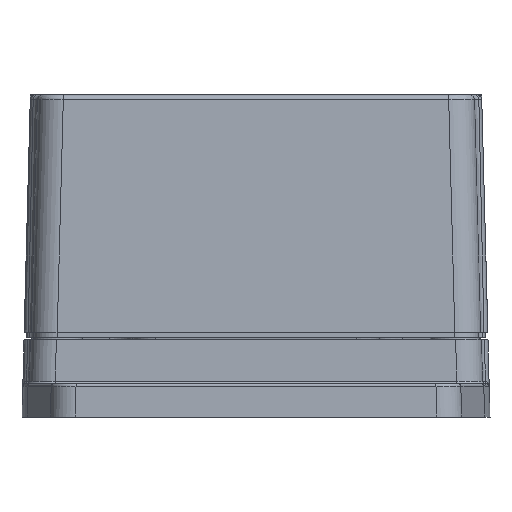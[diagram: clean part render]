
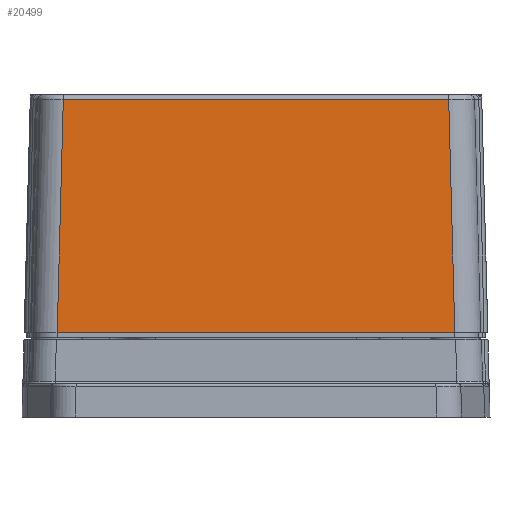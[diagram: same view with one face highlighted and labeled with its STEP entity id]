
A CAD part, front view. The second image highlights one B-rep face of the part: STEP entity #20499.
In plain terms, the highlighted face is planar.
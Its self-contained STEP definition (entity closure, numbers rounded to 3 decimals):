
#3351=FACE_OUTER_BOUND('',#4734,.T.);
#4734=EDGE_LOOP('',(#18249,#18250,#18251,#18252));
#6364=LINE('',#37470,#8000);
#6402=LINE('',#38192,#8038);
#6413=LINE('',#38309,#8049);
#6414=LINE('',#38311,#8050);
#8000=VECTOR('',#27442,74.767);
#8038=VECTOR('',#27580,77.125);
#8049=VECTOR('',#27617,45.057);
#8050=VECTOR('',#27620,45.057);
#9846=VERTEX_POINT('',#37462);
#9848=VERTEX_POINT('',#37468);
#9891=VERTEX_POINT('',#38188);
#9893=VERTEX_POINT('',#38191);
#12635=EDGE_CURVE('',#9848,#9846,#6364,.T.);
#12715=EDGE_CURVE('',#9893,#9891,#6402,.T.);
#12739=EDGE_CURVE('',#9893,#9848,#6413,.T.);
#12740=EDGE_CURVE('',#9846,#9891,#6414,.T.);
#18249=ORIENTED_EDGE('',*,*,#12635,.F.);
#18250=ORIENTED_EDGE('',*,*,#12739,.F.);
#18251=ORIENTED_EDGE('',*,*,#12715,.T.);
#18252=ORIENTED_EDGE('',*,*,#12740,.F.);
#19337=PLANE('',#22384);
#20499=ADVANCED_FACE('',(#3351),#19337,.T.);
#22384=AXIS2_PLACEMENT_3D('',#38310,#27618,#27619);
#27442=DIRECTION('',(0.,-1.,0.));
#27580=DIRECTION('',(0.,-1.,0.));
#27617=DIRECTION('',(-0.026,-0.026,-0.999));
#27618=DIRECTION('center_axis',(1.,0.,-0.026));
#27619=DIRECTION('ref_axis',(0.,-1.,0.));
#27620=DIRECTION('',(0.026,-0.026,0.999));
#37462=CARTESIAN_POINT('',(106.071,-70.257,-46.026));
#37468=CARTESIAN_POINT('',(106.071,4.51,-46.026));
#37470=CARTESIAN_POINT('',(106.071,-55.373,-46.026));
#38188=CARTESIAN_POINT('',(107.25,-71.436,-1.));
#38191=CARTESIAN_POINT('',(107.25,5.689,-1.));
#38192=CARTESIAN_POINT('',(107.25,-55.373,-1.));
#38309=CARTESIAN_POINT('',(107.246,5.685,-1.139));
#38310=CARTESIAN_POINT('Origin',(107.276,-77.873,0.));
#38311=CARTESIAN_POINT('',(107.28,-71.466,0.162));
